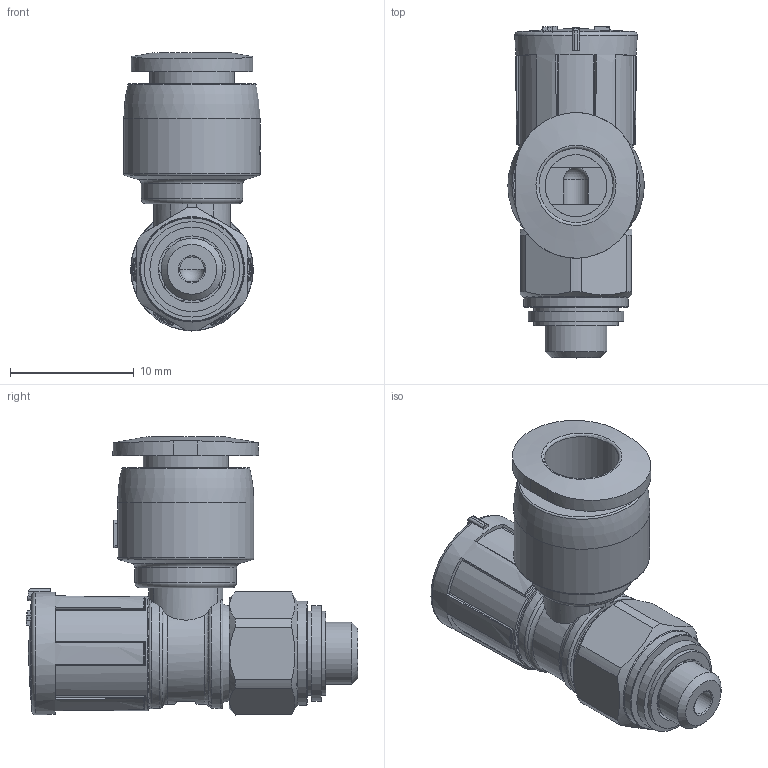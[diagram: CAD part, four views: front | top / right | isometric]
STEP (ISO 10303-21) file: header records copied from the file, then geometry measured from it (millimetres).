
FILE_DESCRIPTION(/* description */ ('STEP AP214'),/* implementation_level */ '2;1');
FILE_NAME(/* name */ '8157641_VFOE-LE-T-M5-Q6-F1A',/* time_stamp */ '2024-09-10T04:51:48+02:00',/* author */ ('License CC BY-ND 4.0'),/* organization */ ('CADENAS'),/* preprocessor_version */ 'ST-DEVELOPER v19.3',/* originating_system */ 'PARTsolutions',/* authorisation */ ' ');
FILE_SCHEMA (('AUTOMOTIVE_DESIGN {1 0 10303 214 3 1 1}'));
Length unit declared in the file: millimetre
Products named in the file (3): 8157641 VFOE-LE-T-M5-Q6-F1A---(high); 8068724 VFOE-LE-T-M5-Q6---(highp); 34634 OL-M5
Assembly tree (2 placements, depth 2):
  8157641 VFOE-LE-T-M5-Q6-F1A---(high)
    8068724 VFOE-LE-T-M5-Q6---(highp)
    34634 OL-M5
Bounding box: 11 x 26.79 x 22.44 mm (x, y, z)
Volume: 2111.6 mm3; surface area: 2050.5 mm2
Topology: 2 solids, 2 shells, 273 faces, 734 edges, 481 vertices
Faces by surface type: plane 135, cylinder 89, torus 32, cone 11, sphere 6
Full cylindrical faces by diameter (mm): 2 x1, 5 x2, 5.4 x1, 6 x1, 6.8 x2, 6.85 x1, 7.7 x1, 8.2 x1, 8.4 x1, 9.25 x1, 11 x1
Entity records: 10070 total; most frequent: CARTESIAN_POINT 1830, DIRECTION 1396, ORIENTED_EDGE 1364, EDGE_CURVE 682, AXIS2_PLACEMENT_3D 562, VERTEX_POINT 466, EDGE_LOOP 330, FACE_BOUND 330
